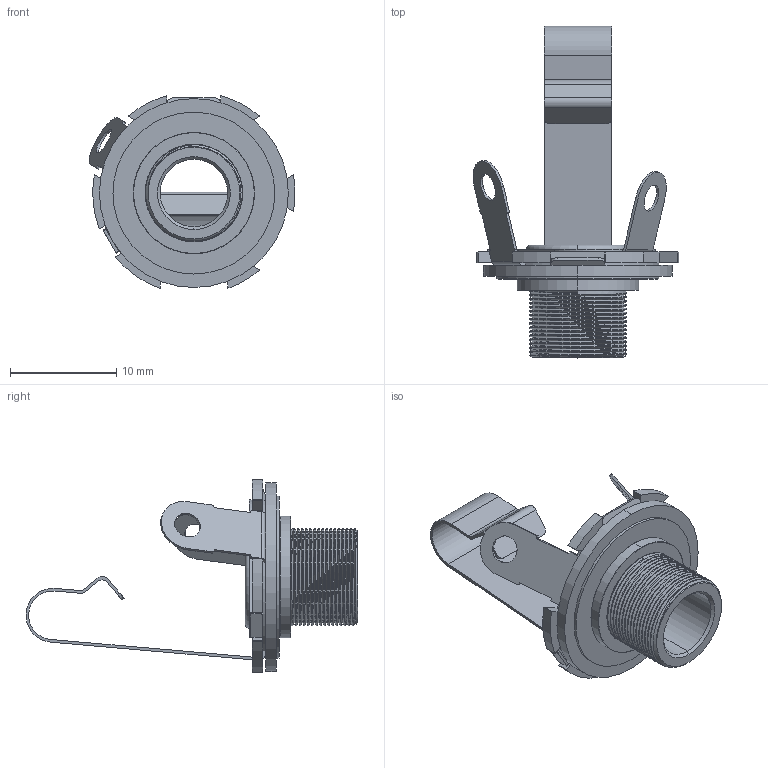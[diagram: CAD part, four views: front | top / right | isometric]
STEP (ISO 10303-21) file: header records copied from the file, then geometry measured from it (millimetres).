
FILE_DESCRIPTION (( 'STEP AP214' ), '1' );
FILE_NAME ('FenderJack.STEP', '2014-02-16T15:16:33', ( '' ), ( '' ), 'SwSTEP 2.0', 'SolidWorks 2013', '' );
FILE_SCHEMA (( 'AUTOMOTIVE_DESIGN' ));
Length unit declared in the file: inch
Products named in the file (6): FenderJack_LowerSiPlate; FenderJack_LowerTab; FenderJack_UpperSiPlate; FenderJack_UpperTab; FenderJack_Cylinder; FenderJack
Assembly tree (5 placements, depth 2):
  FenderJack
    FenderJack_Cylinder
    FenderJack_UpperTab
    FenderJack_UpperSiPlate
    FenderJack_LowerTab
    FenderJack_LowerSiPlate
Bounding box: 19.37 x 31.25 x 18.14 mm (x, y, z)
Volume: 829.1 mm3; surface area: 2843.9 mm2
Topology: 5 solids, 5 shells, 218 faces, 583 edges, 378 vertices
Faces by surface type: cylinder 122, plane 71, torus 14, cone 8, bspline 3
Entity records: 8771 total; most frequent: CARTESIAN_POINT 3068, ORIENTED_EDGE 1166, DIRECTION 1163, EDGE_CURVE 583, AXIS2_PLACEMENT_3D 435, VERTEX_POINT 378, LINE 293, VECTOR 293
